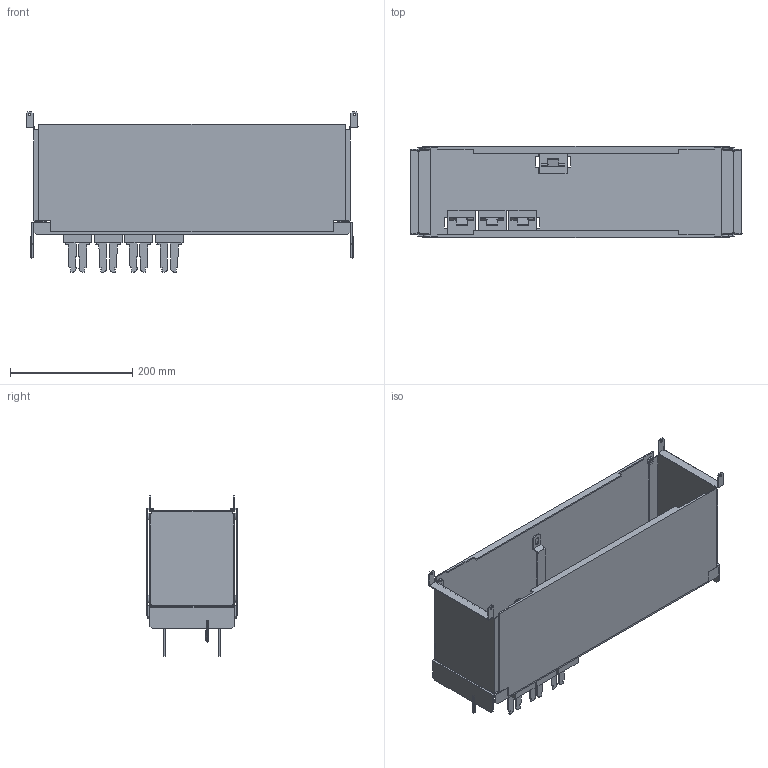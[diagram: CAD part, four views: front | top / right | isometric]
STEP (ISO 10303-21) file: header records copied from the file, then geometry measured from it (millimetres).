
FILE_DESCRIPTION((''),'2;1');
FILE_NAME('PRT0004','2023-08-17T16:52:48',('20724'),(''),'CREO PARAMETRIC BY PTC INC, 2016390','CREO PARAMETRIC BY PTC INC, 2016390','');
FILE_SCHEMA(('AUTOMOTIVE_DESIGN { 1 0 10303 214 1 1 1 1 }'));
Length unit declared in the file: millimetre
Products named in the file (1): PRT0004
Bounding box: 544 x 149.01 x 262.42 mm (x, y, z)
Surface area: 801955 mm2 (no closed solid volume)
Topology: 0 solids, 32 shells, 525 faces, 1737 edges, 1245 vertices
Faces by surface type: plane 457, cylinder 52, cone 16
Entity records: 24053 total; most frequent: CARTESIAN_POINT 3826, ORIENTED_EDGE 2986, DIRECTION 2855, EDGE_CURVE 1737, PRESENTATION_STYLE_ASSIGNMENT 1594, STYLED_ITEM 1594, VECTOR 1549, LINE 1549
